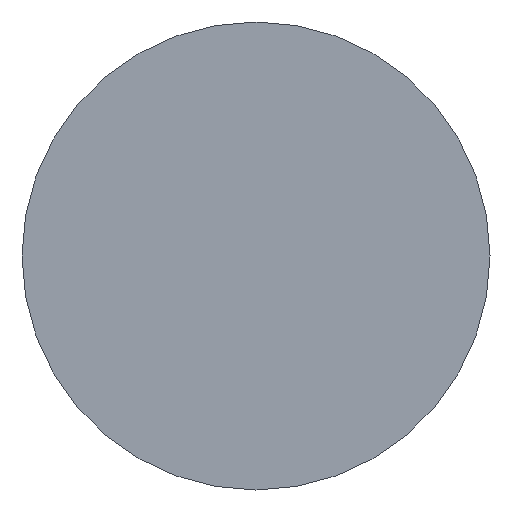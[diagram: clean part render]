
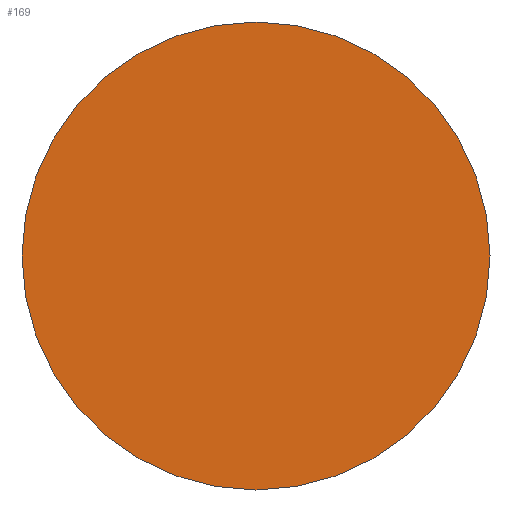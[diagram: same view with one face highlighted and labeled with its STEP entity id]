
A CAD part, front view. The second image highlights one B-rep face of the part: STEP entity #169.
In plain terms, the highlighted planar face has unit normal (0, -1, 0).
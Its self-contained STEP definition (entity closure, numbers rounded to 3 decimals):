
#25=PLANE('',#208);
#38=FACE_OUTER_BOUND('',#55,.T.);
#55=EDGE_LOOP('',(#150));
#71=CIRCLE('',#186,0.775);
#83=VERTEX_POINT('',#272);
#96=EDGE_CURVE('',#83,#83,#71,.T.);
#150=ORIENTED_EDGE('',*,*,#96,.F.);
#169=ADVANCED_FACE('',(#38),#25,.T.);
#186=AXIS2_PLACEMENT_3D('',#274,#216,#217);
#208=AXIS2_PLACEMENT_3D('',#312,#266,#267);
#216=DIRECTION('center_axis',(0.,1.,0.));
#217=DIRECTION('ref_axis',(1.,0.,0.));
#266=DIRECTION('center_axis',(0.,-1.,0.));
#267=DIRECTION('ref_axis',(0.,0.,-1.));
#272=CARTESIAN_POINT('',(0.,0.,-0.775));
#274=CARTESIAN_POINT('Origin',(0.,0.,0.));
#312=CARTESIAN_POINT('Origin',(0.,0.,0.775));
